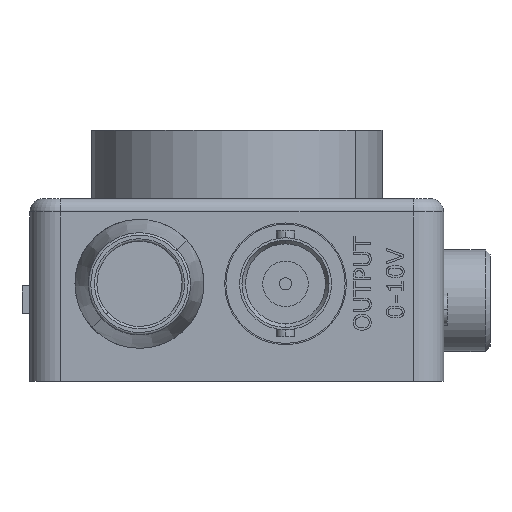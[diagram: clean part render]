
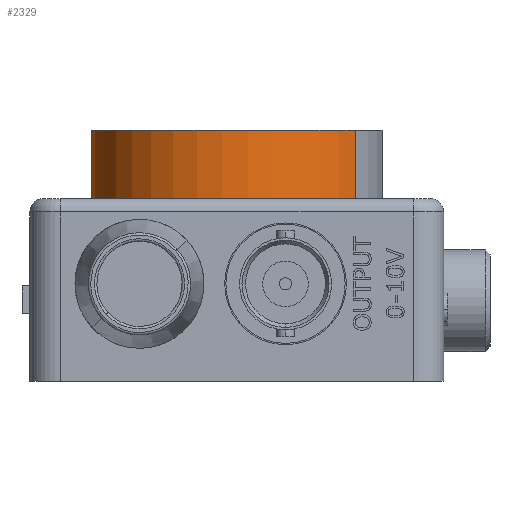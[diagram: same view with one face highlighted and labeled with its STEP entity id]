
A CAD part, front view. The second image highlights one B-rep face of the part: STEP entity #2329.
In plain terms, the highlighted cylindrical face has radius 15.24 mm (diameter 30.48 mm), a partial arc.
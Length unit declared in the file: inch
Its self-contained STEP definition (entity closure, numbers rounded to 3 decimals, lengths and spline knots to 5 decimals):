
#2228 = VERTEX_POINT ( 'NONE', #39437 ) ;
#2230 = VERTEX_POINT ( 'NONE', #39435 ) ;
#2234 = EDGE_CURVE ( 'NONE', #2228, #2237, #39429, .T. ) ;
#2237 = VERTEX_POINT ( 'NONE', #39422 ) ;
#2243 = VERTEX_POINT ( 'NONE', #39406 ) ;
#2328 = EDGE_CURVE ( 'NONE', #2230, #2243, #39855, .T. ) ;
#2329 = ADVANCED_FACE ( 'NONE', ( #39851 ), #39915, .T. ) ;
#2330 = EDGE_LOOP ( 'NONE', ( #2331, #2332, #2335, #2337 ) ) ;
#2331 = ORIENTED_EDGE ( 'NONE', *, *, #2234, .F. ) ;
#2332 = ORIENTED_EDGE ( 'NONE', *, *, #2334, .F. ) ;
#2334 = EDGE_CURVE ( 'NONE', #2230, #2228, #39906, .T. ) ;
#2335 = ORIENTED_EDGE ( 'NONE', *, *, #2328, .T. ) ;
#2337 = ORIENTED_EDGE ( 'NONE', *, *, #2338, .T. ) ;
#2338 = EDGE_CURVE ( 'NONE', #2243, #2237, #39895, .T. ) ;
#39406 = CARTESIAN_POINT ( 'NONE',  ( 0.36322, 1.85078, 0.75 ) ) ;
#39422 = CARTESIAN_POINT ( 'NONE',  ( 1.33678, 1.14922, 0.75 ) ) ;
#39424 = DIRECTION ( 'NONE',  ( 0., 0., -1. ) ) ;
#39426 = VECTOR ( 'NONE', #39424, 39.37008 ) ;
#39427 = CARTESIAN_POINT ( 'NONE',  ( 1.33678, 1.14922, 1.03 ) ) ;
#39429 = LINE ( 'NONE', #39427, #39426 ) ;
#39435 = CARTESIAN_POINT ( 'NONE',  ( 0.36322, 1.85078, 1.03 ) ) ;
#39437 = CARTESIAN_POINT ( 'NONE',  ( 1.33678, 1.14922, 1.03 ) ) ;
#39851 = FACE_OUTER_BOUND ( 'NONE', #2330, .T. ) ;
#39852 = DIRECTION ( 'NONE',  ( 0., 0., -1. ) ) ;
#39853 = VECTOR ( 'NONE', #39852, 39.37008 ) ;
#39854 = CARTESIAN_POINT ( 'NONE',  ( 0.36322, 1.85078, 1.03 ) ) ;
#39855 = LINE ( 'NONE', #39854, #39853 ) ;
#39889 = DIRECTION ( 'NONE',  ( 0.811, -0.585, 0. ) ) ;
#39891 = DIRECTION ( 'NONE',  ( 0., 0., 1. ) ) ;
#39893 = CARTESIAN_POINT ( 'NONE',  ( 0.85, 1.5, 0.75 ) ) ;
#39894 = AXIS2_PLACEMENT_3D ( 'NONE', #39893, #39891, #39889 ) ;
#39895 = CIRCLE ( 'NONE', #39894, 0.6 ) ;
#39901 = DIRECTION ( 'NONE',  ( 0.811, -0.585, 0. ) ) ;
#39902 = DIRECTION ( 'NONE',  ( 0., 0., 1. ) ) ;
#39904 = AXIS2_PLACEMENT_3D ( 'NONE', #39917, #39902, #39901 ) ;
#39906 = CIRCLE ( 'NONE', #39904, 0.6 ) ;
#39910 = DIRECTION ( 'NONE',  ( -0.811, 0.585, 0. ) ) ;
#39912 = DIRECTION ( 'NONE',  ( 0., 0., -1. ) ) ;
#39913 = AXIS2_PLACEMENT_3D ( 'NONE', #39920, #39912, #39910 ) ;
#39915 = CYLINDRICAL_SURFACE ( 'NONE', #39913, 0.6 ) ;
#39917 = CARTESIAN_POINT ( 'NONE',  ( 0.85, 1.5, 1.03 ) ) ;
#39920 = CARTESIAN_POINT ( 'NONE',  ( 0.85, 1.5, 1.03 ) ) ;
